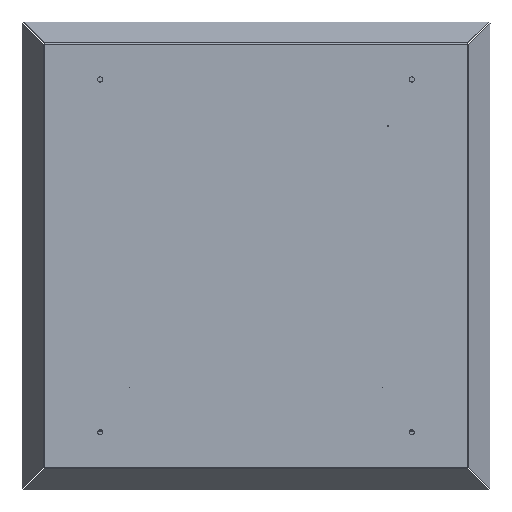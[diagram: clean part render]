
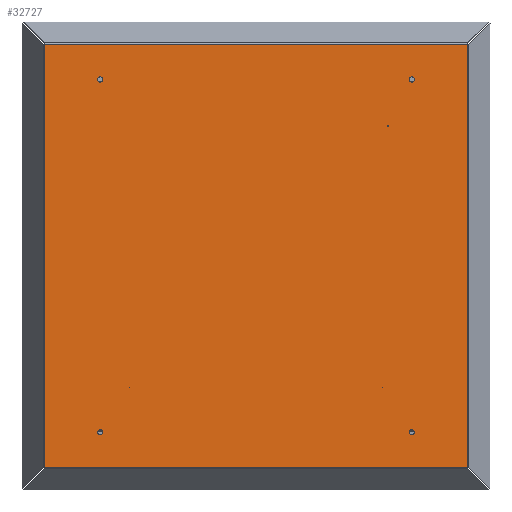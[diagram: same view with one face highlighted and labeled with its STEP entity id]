
A CAD part, top view. The second image highlights one B-rep face of the part: STEP entity #32727.
In plain terms, the highlighted planar face has unit normal (0, 0, 1).
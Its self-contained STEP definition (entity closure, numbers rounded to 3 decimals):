
#1188=PLANE('',#34730);
#1730=FACE_BOUND('',#5442,.T.);
#1731=FACE_BOUND('',#5443,.T.);
#1732=FACE_BOUND('',#5444,.T.);
#1733=FACE_BOUND('',#5445,.T.);
#1734=FACE_BOUND('',#5446,.T.);
#1735=FACE_BOUND('',#5447,.T.);
#1736=FACE_BOUND('',#5448,.T.);
#3341=FACE_OUTER_BOUND('',#5441,.T.);
#5441=EDGE_LOOP('',(#29213,#29214,#29215,#29216));
#5442=EDGE_LOOP('',(#29217));
#5443=EDGE_LOOP('',(#29218));
#5444=EDGE_LOOP('',(#29219));
#5445=EDGE_LOOP('',(#29220));
#5446=EDGE_LOOP('',(#29221));
#5447=EDGE_LOOP('',(#29222));
#5448=EDGE_LOOP('',(#29223));
#5878=CIRCLE('',#34654,0.25);
#5880=CIRCLE('',#34657,0.25);
#5881=CIRCLE('',#34659,0.25);
#5883=CIRCLE('',#34662,2.75);
#5885=CIRCLE('',#34665,2.75);
#5887=CIRCLE('',#34668,2.75);
#5889=CIRCLE('',#34671,2.75);
#9871=LINE('',#76384,#13034);
#9874=LINE('',#76395,#13037);
#9878=LINE('',#76402,#13041);
#9879=LINE('',#76403,#13042);
#13034=VECTOR('',#41809,10.);
#13037=VECTOR('',#41828,10.);
#13041=VECTOR('',#41838,10.);
#13042=VECTOR('',#41839,10.);
#15863=VERTEX_POINT('',#76163);
#15865=VERTEX_POINT('',#76169);
#15866=VERTEX_POINT('',#76173);
#15868=VERTEX_POINT('',#76179);
#15870=VERTEX_POINT('',#76185);
#15872=VERTEX_POINT('',#76191);
#15874=VERTEX_POINT('',#76197);
#15898=VERTEX_POINT('',#76252);
#15927=VERTEX_POINT('',#76345);
#15928=VERTEX_POINT('',#76351);
#15931=VERTEX_POINT('',#76382);
#20247=EDGE_CURVE('',#15863,#15863,#5878,.T.);
#20250=EDGE_CURVE('',#15865,#15865,#5880,.T.);
#20251=EDGE_CURVE('',#15866,#15866,#5881,.T.);
#20254=EDGE_CURVE('',#15868,#15868,#5883,.T.);
#20257=EDGE_CURVE('',#15870,#15870,#5885,.T.);
#20260=EDGE_CURVE('',#15872,#15872,#5887,.T.);
#20263=EDGE_CURVE('',#15874,#15874,#5889,.T.);
#20356=EDGE_CURVE('',#15931,#15898,#9871,.T.);
#20362=EDGE_CURVE('',#15927,#15931,#9874,.T.);
#20366=EDGE_CURVE('',#15928,#15927,#9878,.T.);
#20367=EDGE_CURVE('',#15898,#15928,#9879,.T.);
#29213=ORIENTED_EDGE('',*,*,#20356,.F.);
#29214=ORIENTED_EDGE('',*,*,#20362,.F.);
#29215=ORIENTED_EDGE('',*,*,#20366,.F.);
#29216=ORIENTED_EDGE('',*,*,#20367,.F.);
#29217=ORIENTED_EDGE('',*,*,#20247,.T.);
#29218=ORIENTED_EDGE('',*,*,#20250,.T.);
#29219=ORIENTED_EDGE('',*,*,#20251,.F.);
#29220=ORIENTED_EDGE('',*,*,#20254,.F.);
#29221=ORIENTED_EDGE('',*,*,#20257,.F.);
#29222=ORIENTED_EDGE('',*,*,#20260,.F.);
#29223=ORIENTED_EDGE('',*,*,#20263,.F.);
#32727=ADVANCED_FACE('',(#3341,#1730,#1731,#1732,#1733,#1734,#1735,#1736),
#1188,.T.);
#34654=AXIS2_PLACEMENT_3D('',#76165,#41592,#41593);
#34657=AXIS2_PLACEMENT_3D('',#76171,#41599,#41600);
#34659=AXIS2_PLACEMENT_3D('',#76174,#41603,#41604);
#34662=AXIS2_PLACEMENT_3D('',#76180,#41610,#41611);
#34665=AXIS2_PLACEMENT_3D('',#76186,#41617,#41618);
#34668=AXIS2_PLACEMENT_3D('',#76192,#41624,#41625);
#34671=AXIS2_PLACEMENT_3D('',#76198,#41631,#41632);
#34730=AXIS2_PLACEMENT_3D('',#76401,#41836,#41837);
#41592=DIRECTION('center_axis',(0.,0.,
-1.));
#41593=DIRECTION('ref_axis',(1.,0.,0.));
#41599=DIRECTION('center_axis',(0.,0.,
-1.));
#41600=DIRECTION('ref_axis',(1.,0.,0.));
#41603=DIRECTION('center_axis',(0.,0.,
1.));
#41604=DIRECTION('ref_axis',(1.,0.,0.));
#41610=DIRECTION('center_axis',(0.,0.,
1.));
#41611=DIRECTION('ref_axis',(1.,0.,0.));
#41617=DIRECTION('center_axis',(0.,0.,
1.));
#41618=DIRECTION('ref_axis',(1.,0.,0.));
#41624=DIRECTION('center_axis',(0.,0.,
1.));
#41625=DIRECTION('ref_axis',(1.,0.,0.));
#41631=DIRECTION('center_axis',(0.,0.,
1.));
#41632=DIRECTION('ref_axis',(1.,0.,0.));
#41809=DIRECTION('',(0.,1.,0.));
#41828=DIRECTION('',(-1.,0.,0.));
#41836=DIRECTION('center_axis',(0.,0.,
1.));
#41837=DIRECTION('ref_axis',(1.,0.,0.));
#41838=DIRECTION('',(0.,-1.,0.));
#41839=DIRECTION('',(1.,0.,0.));
#76163=CARTESIAN_POINT('',(141.882,-76.9,107.662));
#76165=CARTESIAN_POINT('Origin',(142.132,-76.9,107.662));
#76169=CARTESIAN_POINT('',(-126.271,-76.892,107.721));
#76171=CARTESIAN_POINT('Origin',(-126.021,-76.892,107.721));
#76173=CARTESIAN_POINT('',(147.594,200.119,107.585));
#76174=CARTESIAN_POINT('Origin',(147.844,200.119,107.585));
#76179=CARTESIAN_POINT('',(170.304,-124.048,107.669));
#76180=CARTESIAN_POINT('Origin',(173.054,-124.048,107.668));
#76185=CARTESIAN_POINT('',(170.315,249.452,107.567));
#76186=CARTESIAN_POINT('Origin',(173.065,249.451,107.566));
#76191=CARTESIAN_POINT('',(-159.685,249.461,107.639));
#76192=CARTESIAN_POINT('Origin',(-156.935,249.461,107.639));
#76197=CARTESIAN_POINT('',(-159.696,-124.039,107.742));
#76198=CARTESIAN_POINT('Origin',(-156.946,-124.039,107.741));
#76252=CARTESIAN_POINT('',(-216.01,286.789,107.642));
#76345=CARTESIAN_POINT('',(232.129,-161.376,107.666));
#76351=CARTESIAN_POINT('',(232.142,286.776,107.543));
#76382=CARTESIAN_POINT('',(-216.023,-161.364,107.764));
#76384=CARTESIAN_POINT('',(-216.02,-49.325,107.734));
#76395=CARTESIAN_POINT('',(120.553,-161.373,107.69));
#76401=CARTESIAN_POINT('Origin',(8.059,62.706,107.654));
#76402=CARTESIAN_POINT('',(232.139,174.738,107.574));
#76403=CARTESIAN_POINT('',(-104.434,286.786,107.617));
